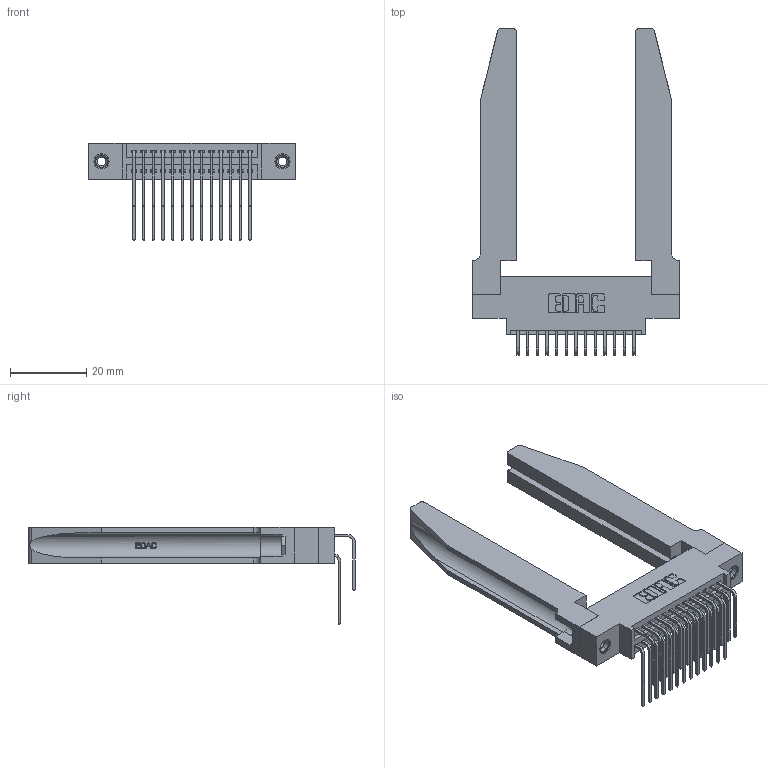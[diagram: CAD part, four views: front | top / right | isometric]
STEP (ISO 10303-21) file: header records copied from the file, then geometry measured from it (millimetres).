
FILE_DESCRIPTION (( 'STEP AP203' ), '1' );
FILE_NAME ('345-026-559-878.STEP', '2019-10-27T20:27:35', ( '' ), ( '' ), 'SwSTEP 2.0', 'SolidWorks 2016', '' );
FILE_SCHEMA (( 'CONFIG_CONTROL_DESIGN' ));
Length unit declared in the file: inch
Products named in the file (6): 345-292-001_558 559 Tail - 1; 345-026-559-878; 345-292-001_559 Tail - 2; 345-250-001_345-250-001-102; 345 Part_0.170 Offset - 0.156 Dia-TH; 345-220-078_345-220-078
Assembly tree (31 placements, depth 2):
  345-026-559-878
    345 Part_0.170 Offset - 0.156 Dia-TH
    345-292-001_558 559 Tail - 1  x13
    345-292-001_559 Tail - 2  x13
    345-250-001_345-250-001-102  x2
    345-220-078_345-220-078  x2
Bounding box: 54.25 x 85.84 x 25.53 mm (x, y, z)
Volume: 12808.2 mm3; surface area: 14572.2 mm2
Topology: 31 solids, 31 shells, 1716 faces, 4991 edges, 3282 vertices
Faces by surface type: plane 1136, cylinder 528, bspline 36, cone 12, torus 4
Entity records: 20628 total; most frequent: CARTESIAN_POINT 4450, ORIENTED_EDGE 3230, DIRECTION 2925, EDGE_CURVE 1615, LINE 1297, VECTOR 1297, VERTEX_POINT 1068, AXIS2_PLACEMENT_3D 814
